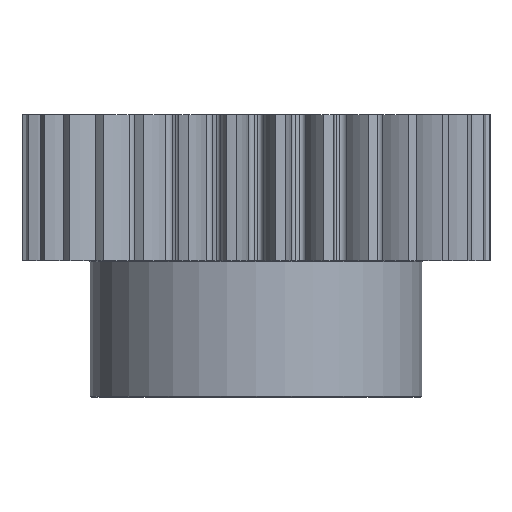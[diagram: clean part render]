
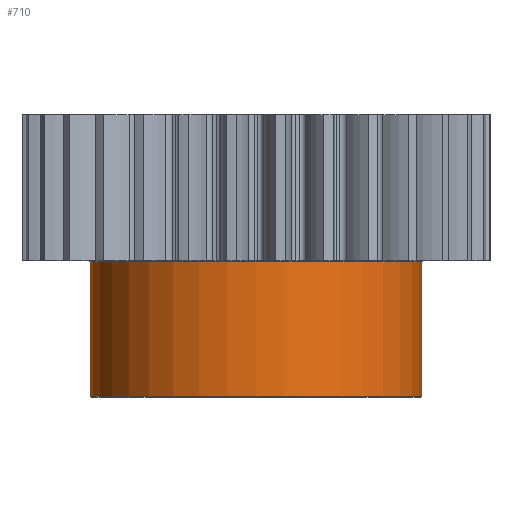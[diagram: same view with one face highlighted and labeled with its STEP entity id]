
A CAD part, front view. The second image highlights one B-rep face of the part: STEP entity #710.
In plain terms, the highlighted cylindrical face has radius 34 mm (diameter 68 mm), a partial arc.
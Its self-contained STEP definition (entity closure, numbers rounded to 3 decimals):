
#710=ADVANCED_FACE('NONE',(#1422),#1423,.T.);
#1422=FACE_OUTER_BOUND('',#2132,.T.);
#1423=CYLINDRICAL_SURFACE('',#2133,34.0);
#2132=EDGE_LOOP('',(#4396,#4397,#4398,#4399));
#2133=AXIS2_PLACEMENT_3D('',#4400,#4401,#4402);
#4396=ORIENTED_EDGE('',*,*,#4571,.F.);
#4397=ORIENTED_EDGE('',*,*,#5356,.T.);
#4398=ORIENTED_EDGE('',*,*,#4573,.T.);
#4399=ORIENTED_EDGE('',*,*,#4550,.T.);
#4400=CARTESIAN_POINT('',(0.0,0.0,-28.0));
#4401=DIRECTION('',(0.0,0.0,-1.0));
#4402=DIRECTION('',(1.0,0.0,0.0));
#4550=EDGE_CURVE('NONE',#5545,#5543,#5546,.T.);
#4571=EDGE_CURVE('NONE',#5570,#5543,#5579,.T.);
#4573=EDGE_CURVE('NONE',#5572,#5545,#5581,.T.);
#5356=EDGE_CURVE('NONE',#5570,#5572,#6724,.T.);
#5543=VERTEX_POINT('NONE',#6949);
#5545=VERTEX_POINT('NONE',#6951);
#5546=CIRCLE('',#6952,34.0);
#5570=VERTEX_POINT('NONE',#6980);
#5572=VERTEX_POINT('NONE',#6983);
#5579=LINE('',#6993,#6994);
#5581=LINE('',#6996,#6997);
#6724=CIRCLE('',#8320,34.0);
#6949=CARTESIAN_POINT('',(-34.0,0.,-0.2));
#6951=CARTESIAN_POINT('',(34.0,0.0,-0.2));
#6952=AXIS2_PLACEMENT_3D('',#8490,#8491,#8492);
#6980=CARTESIAN_POINT('',(-34.0,0.,-27.8));
#6983=CARTESIAN_POINT('',(34.0,0.0,-27.8));
#6993=CARTESIAN_POINT('',(-34.0,0.,-28.0));
#6994=VECTOR('',#8522,1000.0);
#6996=CARTESIAN_POINT('',(34.0,0.0,-28.0));
#6997=VECTOR('',#8526,1000.0);
#8320=AXIS2_PLACEMENT_3D('',#9907,#9908,#9909);
#8490=CARTESIAN_POINT('',(0.0,0.0,-0.2));
#8491=DIRECTION('',(0.0,0.0,-1.0));
#8492=DIRECTION('',(1.0,0.0,0.0));
#8522=DIRECTION('',(0.0,0.0,1.0));
#8526=DIRECTION('',(0.0,0.0,1.0));
#9907=CARTESIAN_POINT('',(0.0,0.0,-27.8));
#9908=DIRECTION('',(0.0,-0.0,1.0));
#9909=DIRECTION('',(1.0,0.0,0.0));
